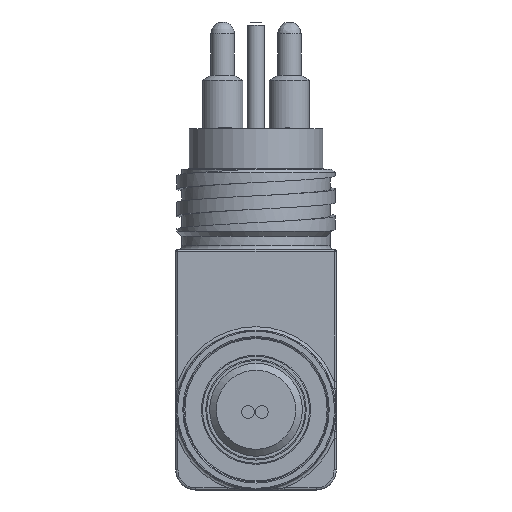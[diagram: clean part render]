
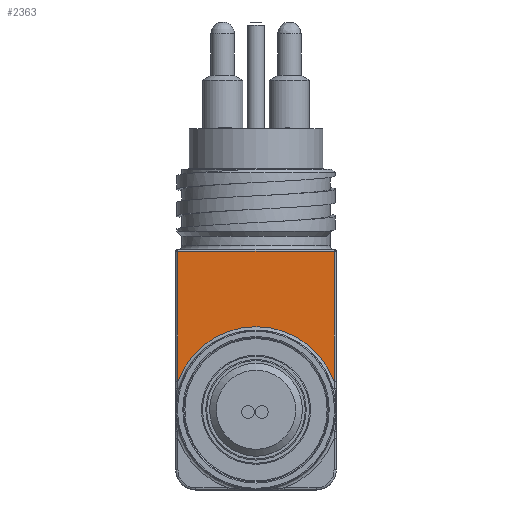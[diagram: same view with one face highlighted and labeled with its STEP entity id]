
A CAD part, front view. The second image highlights one B-rep face of the part: STEP entity #2363.
In plain terms, the highlighted planar face has unit normal (0, -1, 0).
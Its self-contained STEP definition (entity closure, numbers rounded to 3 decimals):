
#247=LINE('',#4875,#355);
#248=LINE('',#4877,#356);
#249=LINE('',#4880,#357);
#355=VECTOR('',#3215,1000.);
#356=VECTOR('',#3216,1000.);
#357=VECTOR('',#3219,1000.);
#477=FACE_OUTER_BOUND('',#625,.T.);
#625=EDGE_LOOP('',(#1847,#1848,#1849,#1850));
#817=CIRCLE('',#2643,9.868);
#1038=VERTEX_POINT('',#4873);
#1039=VERTEX_POINT('',#4874);
#1040=VERTEX_POINT('',#4876);
#1041=VERTEX_POINT('',#4878);
#1328=EDGE_CURVE('',#1038,#1039,#247,.T.);
#1329=EDGE_CURVE('',#1039,#1040,#248,.T.);
#1330=EDGE_CURVE('',#1040,#1041,#817,.T.);
#1331=EDGE_CURVE('',#1041,#1038,#249,.T.);
#1847=ORIENTED_EDGE('',*,*,#1328,.T.);
#1848=ORIENTED_EDGE('',*,*,#1329,.T.);
#1849=ORIENTED_EDGE('',*,*,#1330,.T.);
#1850=ORIENTED_EDGE('',*,*,#1331,.T.);
#2131=PLANE('',#2642);
#2363=ADVANCED_FACE('',(#477),#2131,.F.);
#2642=AXIS2_PLACEMENT_3D('',#4872,#3213,#3214);
#2643=AXIS2_PLACEMENT_3D('',#4879,#3217,#3218);
#3213=DIRECTION('center_axis',(0.,1.,0.));
#3214=DIRECTION('ref_axis',(1.,0.,0.));
#3215=DIRECTION('',(-1.,0.,0.));
#3216=DIRECTION('',(0.,0.,-1.));
#3217=DIRECTION('center_axis',(0.,1.,0.));
#3218=DIRECTION('ref_axis',(1.,0.,0.));
#3219=DIRECTION('',(0.,0.,1.));
#4872=CARTESIAN_POINT('Origin',(19.05,-19.05,-0.023));
#4873=CARTESIAN_POINT('',(18.796,-19.05,-9.802));
#4874=CARTESIAN_POINT('',(0.254,-19.05,-9.802));
#4875=CARTESIAN_POINT('',(0.,-19.05,-9.802));
#4876=CARTESIAN_POINT('',(0.254,-19.05,-25.218));
#4877=CARTESIAN_POINT('',(0.254,-19.05,-26.019));
#4878=CARTESIAN_POINT('',(18.796,-19.05,-25.218));
#4879=CARTESIAN_POINT('Origin',(9.525,-19.05,-28.598));
#4880=CARTESIAN_POINT('',(18.796,-19.05,-0.023));
